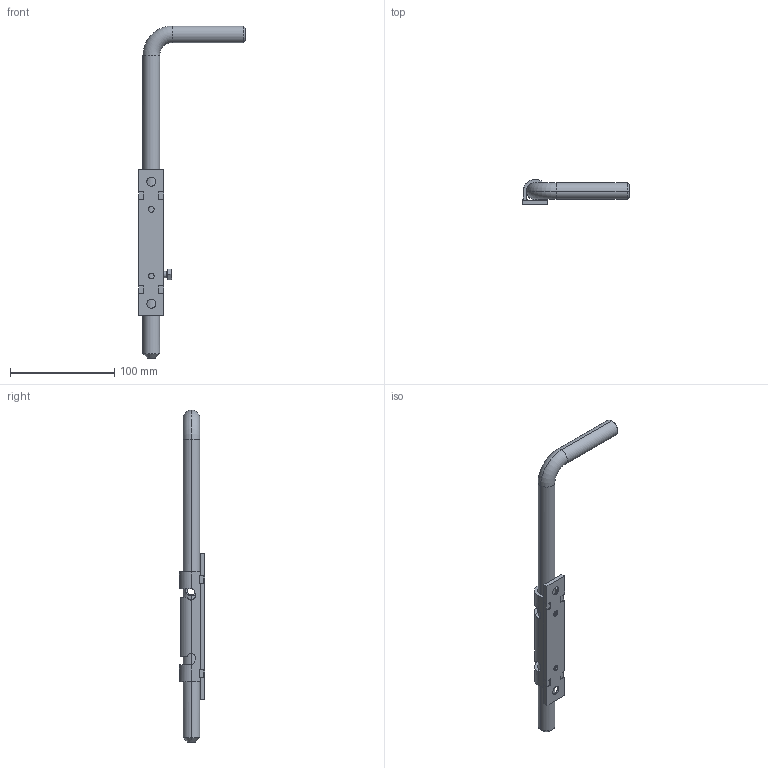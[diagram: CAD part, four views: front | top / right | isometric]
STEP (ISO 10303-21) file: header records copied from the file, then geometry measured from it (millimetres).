
FILE_DESCRIPTION (( 'STEP AP214' ), '1' );
FILE_NAME ('D7_12-300.STEP', '2021-11-15T12:48:52', ( '' ), ( '' ), 'SwSTEP 2.0', 'SolidWorks 2019', '' );
FILE_SCHEMA (( 'AUTOMOTIVE_DESIGN' ));
Length unit declared in the file: millimetre
Products named in the file (6): D7_12-300; din_en_24017_m6x20; D7-12-300 P1; D7-12-300 P2; D7-12-300 Z1; D7-12-300 P3
Assembly tree (5 placements, depth 3):
  D7_12-300
    D7-12-300 Z1
      D7-12-300 P1
      D7-12-300 P2
    D7-12-300 P3
    din_en_24017_m6x20
Bounding box: 102 x 24 x 318 mm (x, y, z)
Volume: 102354.8 mm3; surface area: 38705.9 mm2
Topology: 4 solids, 4 shells, 174 faces, 455 edges, 288 vertices
Faces by surface type: plane 92, cylinder 50, cone 22, bspline 6, torus 4
Entity records: 6579 total; most frequent: CARTESIAN_POINT 2074, ORIENTED_EDGE 910, DIRECTION 871, EDGE_CURVE 455, AXIS2_PLACEMENT_3D 293, VERTEX_POINT 288, VECTOR 285, LINE 285
